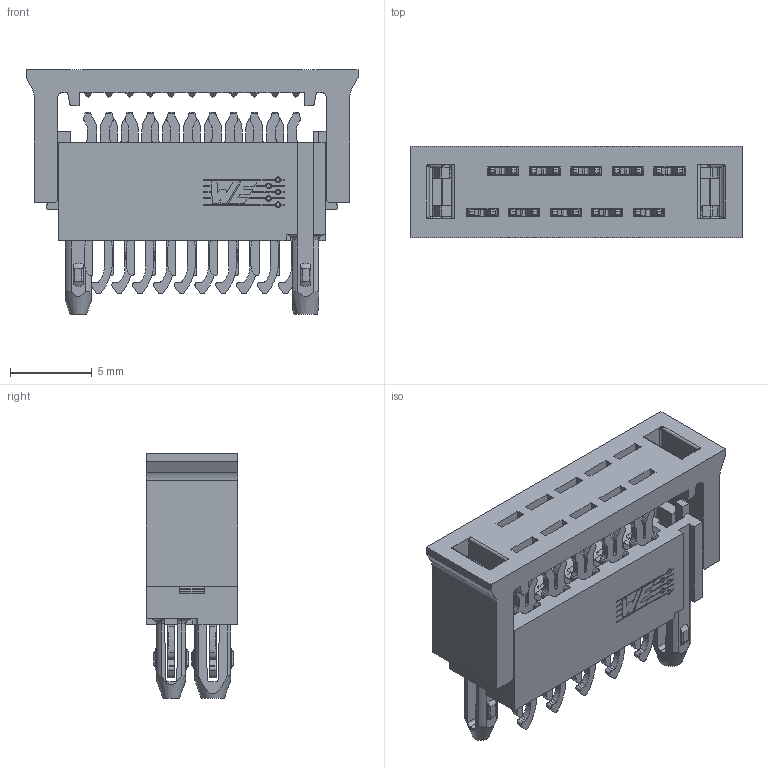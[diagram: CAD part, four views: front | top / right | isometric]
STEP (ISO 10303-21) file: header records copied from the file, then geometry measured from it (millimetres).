
FILE_DESCRIPTION(/* description */ ('Unknown'),/* implementation_level */ '2;1');
FILE_NAME(/* name */ '490107671012',/* time_stamp */ '2019-03-18T14:27:00+01:00',/* author */ ('Unknown'),/* organization */ ('Unknown'),/* preprocessor_version */ 'ST-DEVELOPER v16.7',/* originating_system */ 'DEX',/* authorisation */ $);
FILE_SCHEMA (('AUTOMOTIVE_DESIGN {1 0 10303 214 3 1 1}'));
Length unit declared in the file: millimetre
Products named in the file (4): WST1P2.54_10; CT422_00.4.1.1.1.1.1.1; BS697_10; BS698_10
Assembly tree (12 placements, depth 2):
  WST1P2.54_10
    CT422_00.4.1.1.1.1.1.1  x10
    BS697_10
    BS698_10
Bounding box: 20.29 x 5.6 x 14.95 mm (x, y, z)
Volume: 712.7 mm3; surface area: 1970.8 mm2
Topology: 12 solids, 12 shells, 2242 faces, 6423 edges, 4213 vertices
Faces by surface type: plane 1441, cylinder 751, bspline 32, cone 10, torus 8
Full cylindrical faces by diameter (mm): 0.241 x4
Entity records: 49691 total; most frequent: CARTESIAN_POINT 9767, ORIENTED_EDGE 8132, DIRECTION 7535, EDGE_CURVE 4066, LINE 3187, VECTOR 3187, VERTEX_POINT 2645, AXIS2_PLACEMENT_3D 2174
